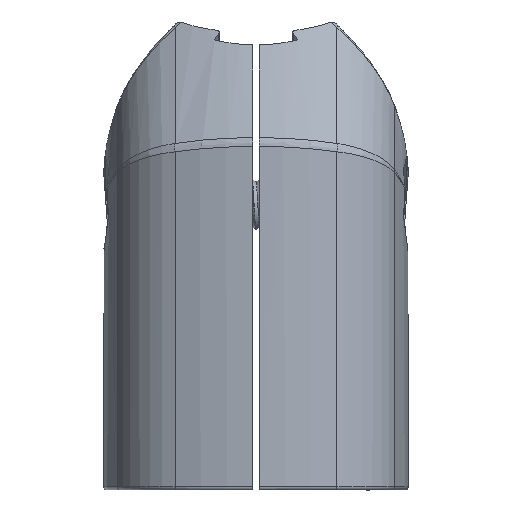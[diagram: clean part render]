
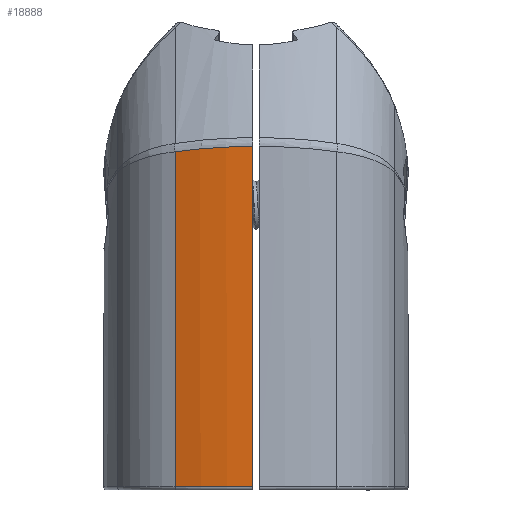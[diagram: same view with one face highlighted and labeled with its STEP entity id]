
A CAD part, front view. The second image highlights one B-rep face of the part: STEP entity #18888.
In plain terms, the highlighted cylindrical face has radius 40 mm (diameter 80 mm), a partial arc.
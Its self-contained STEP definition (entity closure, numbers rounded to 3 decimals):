
#943 = LINE ( 'NONE', #21457, #7121 ) ;
#1870 = CARTESIAN_POINT ( 'NONE',  ( -13.021, -22.321, 54.462 ) ) ;
#3012 = EDGE_LOOP ( 'NONE', ( #9833, #10581, #8422, #26051 ) ) ;
#3845 = DIRECTION ( 'NONE',  ( -0.326, -0.946, 0. ) ) ;
#5176 = VERTEX_POINT ( 'NONE', #13875 ) ;
#5585 =( BOUNDED_CURVE ( )  B_SPLINE_CURVE ( 3, ( #1870, #13006, #24953, #19350, #21357, #14168, #6237 ),
 .UNSPECIFIED., .F., .T. ) 
 B_SPLINE_CURVE_WITH_KNOTS ( ( 4, 1, 1, 1, 4 ),
 ( 0., 0.35, 0.663, 0.946, 1. ),
 .UNSPECIFIED. ) 
 CURVE ( )  GEOMETRIC_REPRESENTATION_ITEM ( )  RATIONAL_B_SPLINE_CURVE ( ( 1.04, 1.04, 1.04, 1.04, 1.04, 1.04, 1.04 ) ) 
 REPRESENTATION_ITEM ( '' )  );
#6237 = CARTESIAN_POINT ( 'NONE',  ( -0.5, -24.497, 55.319 ) ) ;
#7121 = VECTOR ( 'NONE', #8865, 1000. ) ;
#8422 = ORIENTED_EDGE ( 'NONE', *, *, #11710, .F. ) ;
#8865 = DIRECTION ( 'NONE',  ( 0., 0., 1. ) ) ;
#8893 = CIRCLE ( 'NONE', #24191, 40. ) ;
#9711 = CARTESIAN_POINT ( 'NONE',  ( 0., 15.5, 17.5 ) ) ;
#9833 = ORIENTED_EDGE ( 'NONE', *, *, #13416, .T. ) ;
#9907 = EDGE_CURVE ( 'NONE', #12233, #21340, #8893, .T. ) ;
#9917 = DIRECTION ( 'NONE',  ( 0., 0., 1. ) ) ;
#10581 = ORIENTED_EDGE ( 'NONE', *, *, #24884, .F. ) ;
#11491 = VERTEX_POINT ( 'NONE', #20123 ) ;
#11710 = EDGE_CURVE ( 'NONE', #12233, #5176, #943, .T. ) ;
#11874 = FACE_OUTER_BOUND ( 'NONE', #3012, .T. ) ;
#11964 = LINE ( 'NONE', #20327, #20811 ) ;
#12233 = VERTEX_POINT ( 'NONE', #26496 ) ;
#13006 = CARTESIAN_POINT ( 'NONE',  ( -11.621, -22.803, 54.652 ) ) ;
#13416 = EDGE_CURVE ( 'NONE', #21340, #11491, #11964, .T. ) ;
#13875 = CARTESIAN_POINT ( 'NONE',  ( -13.021, -22.321, 54.462 ) ) ;
#14070 = CYLINDRICAL_SURFACE ( 'NONE', #16309, 40. ) ;
#14168 = CARTESIAN_POINT ( 'NONE',  ( -0.732, -24.494, 55.317 ) ) ;
#16028 = DIRECTION ( 'NONE',  ( 0., 1., 0. ) ) ;
#16309 = AXIS2_PLACEMENT_3D ( 'NONE', #9711, #18094, #16028 ) ;
#16455 = CARTESIAN_POINT ( 'NONE',  ( 0., 15.5, 0.5 ) ) ;
#18094 = DIRECTION ( 'NONE',  ( 0., 0., 1. ) ) ;
#18888 = ADVANCED_FACE ( 'NONE', ( #11874 ), #14070, .T. ) ;
#19350 = CARTESIAN_POINT ( 'NONE',  ( -4.934, -24.255, 55.224 ) ) ;
#20123 = CARTESIAN_POINT ( 'NONE',  ( -0.5, -24.497, 55.319 ) ) ;
#20327 = CARTESIAN_POINT ( 'NONE',  ( -0.5, -24.497, 0.5 ) ) ;
#20811 = VECTOR ( 'NONE', #9917, 1000. ) ;
#21340 = VERTEX_POINT ( 'NONE', #24886 ) ;
#21357 = CARTESIAN_POINT ( 'NONE',  ( -2.168, -24.464, 55.305 ) ) ;
#21457 = CARTESIAN_POINT ( 'NONE',  ( -13.021, -22.321, 0.5 ) ) ;
#24191 = AXIS2_PLACEMENT_3D ( 'NONE', #16455, #26745, #3845 ) ;
#24884 = EDGE_CURVE ( 'NONE', #5176, #11491, #5585, .T. ) ;
#24886 = CARTESIAN_POINT ( 'NONE',  ( -0.5, -24.497, 0.5 ) ) ;
#24953 = CARTESIAN_POINT ( 'NONE',  ( -8.907, -23.572, 54.955 ) ) ;
#26051 = ORIENTED_EDGE ( 'NONE', *, *, #9907, .T. ) ;
#26496 = CARTESIAN_POINT ( 'NONE',  ( -13.021, -22.321, 0.5 ) ) ;
#26745 = DIRECTION ( 'NONE',  ( 0., 0., 1. ) ) ;
